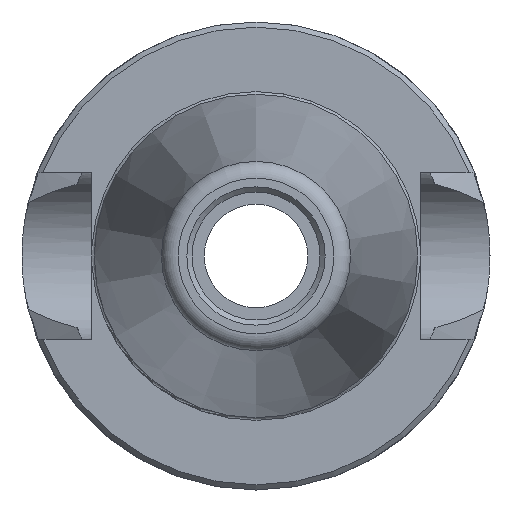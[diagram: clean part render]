
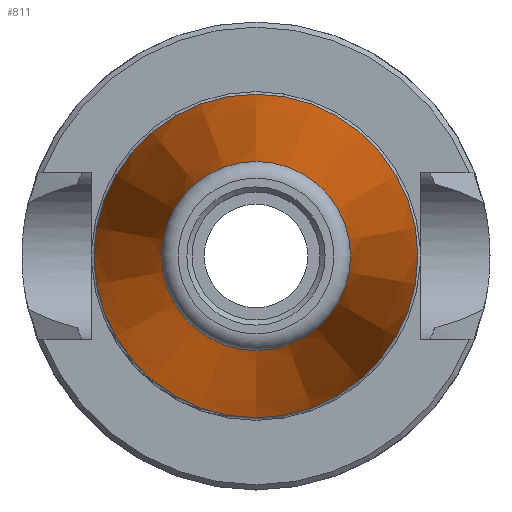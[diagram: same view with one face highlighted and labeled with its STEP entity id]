
A CAD part, left-side view. The second image highlights one B-rep face of the part: STEP entity #811.
In plain terms, the highlighted conical face has half-angle 7.973 degrees and reference radius 15.875 mm.
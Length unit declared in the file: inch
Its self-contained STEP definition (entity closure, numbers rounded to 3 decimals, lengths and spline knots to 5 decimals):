
#77=LINE('',#1357,#116);
#116=VECTOR('',#1098,0.625);
#150=CONICAL_SURFACE('',#915,0.625,0.139);
#187=FACE_OUTER_BOUND('',#242,.T.);
#242=EDGE_LOOP('',(#595,#596,#597,#598,#599,#600));
#296=CIRCLE('',#911,0.36534);
#297=CIRCLE('',#912,0.36534);
#299=CIRCLE('',#916,0.625);
#300=CIRCLE('',#917,0.625);
#352=VERTEX_POINT('',#1345);
#353=VERTEX_POINT('',#1347);
#355=VERTEX_POINT('',#1354);
#356=VERTEX_POINT('',#1355);
#441=EDGE_CURVE('',#352,#353,#296,.T.);
#442=EDGE_CURVE('',#353,#352,#297,.T.);
#444=EDGE_CURVE('',#355,#356,#299,.T.);
#445=EDGE_CURVE('',#356,#353,#77,.T.);
#446=EDGE_CURVE('',#356,#355,#300,.T.);
#595=ORIENTED_EDGE('',*,*,#444,.T.);
#596=ORIENTED_EDGE('',*,*,#445,.T.);
#597=ORIENTED_EDGE('',*,*,#441,.F.);
#598=ORIENTED_EDGE('',*,*,#442,.F.);
#599=ORIENTED_EDGE('',*,*,#445,.F.);
#600=ORIENTED_EDGE('',*,*,#446,.T.);
#811=ADVANCED_FACE('',(#187),#150,.T.);
#911=AXIS2_PLACEMENT_3D('',#1348,#1086,#1087);
#912=AXIS2_PLACEMENT_3D('',#1349,#1088,#1089);
#915=AXIS2_PLACEMENT_3D('',#1353,#1094,#1095);
#916=AXIS2_PLACEMENT_3D('',#1356,#1096,#1097);
#917=AXIS2_PLACEMENT_3D('',#1358,#1099,#1100);
#1086=DIRECTION('center_axis',(-1.,0.,0.));
#1087=DIRECTION('ref_axis',(0.,0.,-1.));
#1088=DIRECTION('center_axis',(-1.,0.,0.));
#1089=DIRECTION('ref_axis',(0.,0.,-1.));
#1094=DIRECTION('center_axis',(1.,0.,0.));
#1095=DIRECTION('ref_axis',(0.,0.,-1.));
#1096=DIRECTION('center_axis',(-1.,0.,0.));
#1097=DIRECTION('ref_axis',(0.,0.,1.));
#1098=DIRECTION('',(-0.99,0.,-0.139));
#1099=DIRECTION('center_axis',(-1.,0.,0.));
#1100=DIRECTION('ref_axis',(0.,0.,1.));
#1345=CARTESIAN_POINT('',(-1.85402,0.,-0.36534));
#1347=CARTESIAN_POINT('',(-1.85402,0.,0.36534));
#1348=CARTESIAN_POINT('Origin',(-1.85402,0.,0.));
#1349=CARTESIAN_POINT('Origin',(-1.85402,0.,0.));
#1353=CARTESIAN_POINT('Origin',(0.,0.,0.));
#1354=CARTESIAN_POINT('',(0.,0.,-0.625));
#1355=CARTESIAN_POINT('',(0.,0.,0.625));
#1356=CARTESIAN_POINT('Origin',(0.,0.,0.));
#1357=CARTESIAN_POINT('',(0.,0.,0.625));
#1358=CARTESIAN_POINT('Origin',(0.,0.,0.));
